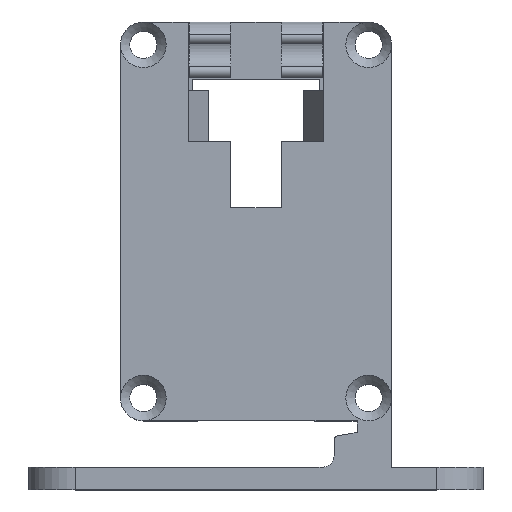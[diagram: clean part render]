
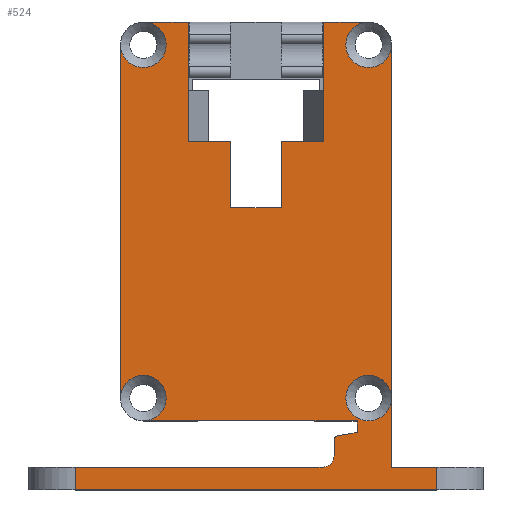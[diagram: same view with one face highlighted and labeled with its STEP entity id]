
A CAD part, top view. The second image highlights one B-rep face of the part: STEP entity #524.
In plain terms, the highlighted planar face has unit normal (0, 0, 1).
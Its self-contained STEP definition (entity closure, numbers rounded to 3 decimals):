
#58 = VERTEX_POINT('',#59);
#59 = CARTESIAN_POINT('',(-24.16,10.16,16.3));
#65 = EDGE_CURVE('',#58,#66,#68,.T.);
#66 = VERTEX_POINT('',#67);
#67 = CARTESIAN_POINT('',(-24.16,72.16,16.3));
#68 = LINE('',#69,#70);
#69 = CARTESIAN_POINT('',(-24.16,10.16,16.3));
#70 = VECTOR('',#71,1.);
#71 = DIRECTION('',(0.,1.,0.));
#271 = VERTEX_POINT('',#272);
#272 = CARTESIAN_POINT('',(-20.16,6.16,16.3));
#524 = ADVANCED_FACE('',(#525,#747),#756,.T.);
#525 = FACE_BOUND('',#526,.T.);
#526 = EDGE_LOOP('',(#527,#528,#537,#544,#552,#560,#568,#577,#585,#594,
    #602,#610,#618,#626,#634,#642,#650,#659,#667,#675,#683,#691,#699,
    #707,#715,#723,#731,#740));
#527 = ORIENTED_EDGE('',*,*,#65,.F.);
#528 = ORIENTED_EDGE('',*,*,#529,.F.);
#529 = EDGE_CURVE('',#530,#58,#532,.T.);
#530 = VERTEX_POINT('',#531);
#531 = CARTESIAN_POINT('',(-16.16,10.16,16.3));
#532 = CIRCLE('',#533,4.);
#533 = AXIS2_PLACEMENT_3D('',#534,#535,#536);
#534 = CARTESIAN_POINT('',(-20.16,10.16,16.3));
#535 = DIRECTION('',(0.,0.,1.));
#536 = DIRECTION('',(1.,0.,0.));
#537 = ORIENTED_EDGE('',*,*,#538,.F.);
#538 = EDGE_CURVE('',#271,#530,#539,.T.);
#539 = CIRCLE('',#540,4.);
#540 = AXIS2_PLACEMENT_3D('',#541,#542,#543);
#541 = CARTESIAN_POINT('',(-20.16,10.16,16.3));
#542 = DIRECTION('',(0.,0.,1.));
#543 = DIRECTION('',(1.,0.,0.));
#544 = ORIENTED_EDGE('',*,*,#545,.F.);
#545 = EDGE_CURVE('',#546,#271,#548,.T.);
#546 = VERTEX_POINT('',#547);
#547 = CARTESIAN_POINT('',(17.35,6.16,16.3));
#548 = LINE('',#549,#550);
#549 = CARTESIAN_POINT('',(17.35,6.16,16.3));
#550 = VECTOR('',#551,1.);
#551 = DIRECTION('',(-1.,0.,0.));
#552 = ORIENTED_EDGE('',*,*,#553,.F.);
#553 = EDGE_CURVE('',#554,#546,#556,.T.);
#554 = VERTEX_POINT('',#555);
#555 = CARTESIAN_POINT('',(17.35,4.136,16.3));
#556 = LINE('',#557,#558);
#557 = CARTESIAN_POINT('',(17.35,4.136,16.3));
#558 = VECTOR('',#559,1.);
#559 = DIRECTION('',(0.,1.,0.));
#560 = ORIENTED_EDGE('',*,*,#561,.F.);
#561 = EDGE_CURVE('',#562,#554,#564,.T.);
#562 = VERTEX_POINT('',#563);
#563 = CARTESIAN_POINT('',(13.878,3.524,16.3));
#564 = LINE('',#565,#566);
#565 = CARTESIAN_POINT('',(13.878,3.524,16.3));
#566 = VECTOR('',#567,1.);
#567 = DIRECTION('',(0.985,0.174,0.));
#568 = ORIENTED_EDGE('',*,*,#569,.T.);
#569 = EDGE_CURVE('',#562,#570,#572,.T.);
#570 = VERTEX_POINT('',#571);
#571 = CARTESIAN_POINT('',(13.3,2.835,16.3));
#572 = CIRCLE('',#573,0.7);
#573 = AXIS2_PLACEMENT_3D('',#574,#575,#576);
#574 = CARTESIAN_POINT('',(14.,2.835,16.3));
#575 = DIRECTION('',(0.,0.,1.));
#576 = DIRECTION('',(1.,0.,0.));
#577 = ORIENTED_EDGE('',*,*,#578,.F.);
#578 = EDGE_CURVE('',#579,#570,#581,.T.);
#579 = VERTEX_POINT('',#580);
#580 = CARTESIAN_POINT('',(13.3,0.,16.3));
#581 = LINE('',#582,#583);
#582 = CARTESIAN_POINT('',(13.3,0.,16.3));
#583 = VECTOR('',#584,1.);
#584 = DIRECTION('',(0.,1.,0.));
#585 = ORIENTED_EDGE('',*,*,#586,.F.);
#586 = EDGE_CURVE('',#587,#579,#589,.T.);
#587 = VERTEX_POINT('',#588);
#588 = CARTESIAN_POINT('',(11.36,-1.94,16.3));
#589 = CIRCLE('',#590,1.94);
#590 = AXIS2_PLACEMENT_3D('',#591,#592,#593);
#591 = CARTESIAN_POINT('',(11.36,0.,16.3));
#592 = DIRECTION('',(0.,0.,1.));
#593 = DIRECTION('',(1.,0.,0.));
#594 = ORIENTED_EDGE('',*,*,#595,.F.);
#595 = EDGE_CURVE('',#596,#587,#598,.T.);
#596 = VERTEX_POINT('',#597);
#597 = CARTESIAN_POINT('',(-32.16,-1.94,16.3));
#598 = LINE('',#599,#600);
#599 = CARTESIAN_POINT('',(-24.16,-1.94,16.3));
#600 = VECTOR('',#601,1.);
#601 = DIRECTION('',(1.,0.,0.));
#602 = ORIENTED_EDGE('',*,*,#603,.T.);
#603 = EDGE_CURVE('',#596,#604,#606,.T.);
#604 = VERTEX_POINT('',#605);
#605 = CARTESIAN_POINT('',(-32.16,-5.94,16.3));
#606 = LINE('',#607,#608);
#607 = CARTESIAN_POINT('',(-32.16,-1.94,16.3));
#608 = VECTOR('',#609,1.);
#609 = DIRECTION('',(0.,-1.,0.));
#610 = ORIENTED_EDGE('',*,*,#611,.F.);
#611 = EDGE_CURVE('',#612,#604,#614,.T.);
#612 = VERTEX_POINT('',#613);
#613 = CARTESIAN_POINT('',(31.36,-5.94,16.3));
#614 = LINE('',#615,#616);
#615 = CARTESIAN_POINT('',(27.36,-5.94,16.3));
#616 = VECTOR('',#617,1.);
#617 = DIRECTION('',(-1.,0.,0.));
#618 = ORIENTED_EDGE('',*,*,#619,.F.);
#619 = EDGE_CURVE('',#620,#612,#622,.T.);
#620 = VERTEX_POINT('',#621);
#621 = CARTESIAN_POINT('',(31.36,-1.94,16.3));
#622 = LINE('',#623,#624);
#623 = CARTESIAN_POINT('',(31.36,-1.94,16.3));
#624 = VECTOR('',#625,1.);
#625 = DIRECTION('',(0.,-1.,0.));
#626 = ORIENTED_EDGE('',*,*,#627,.T.);
#627 = EDGE_CURVE('',#620,#628,#630,.T.);
#628 = VERTEX_POINT('',#629);
#629 = CARTESIAN_POINT('',(23.36,-1.94,16.3));
#630 = LINE('',#631,#632);
#631 = CARTESIAN_POINT('',(31.36,-1.94,16.3));
#632 = VECTOR('',#633,1.);
#633 = DIRECTION('',(-1.,0.,0.));
#634 = ORIENTED_EDGE('',*,*,#635,.F.);
#635 = EDGE_CURVE('',#636,#628,#638,.T.);
#636 = VERTEX_POINT('',#637);
#637 = CARTESIAN_POINT('',(23.36,10.16,16.3));
#638 = LINE('',#639,#640);
#639 = CARTESIAN_POINT('',(23.36,72.16,16.3));
#640 = VECTOR('',#641,1.);
#641 = DIRECTION('',(0.,-1.,0.));
#642 = ORIENTED_EDGE('',*,*,#643,.F.);
#643 = EDGE_CURVE('',#644,#636,#646,.T.);
#644 = VERTEX_POINT('',#645);
#645 = CARTESIAN_POINT('',(23.36,72.16,16.3));
#646 = LINE('',#647,#648);
#647 = CARTESIAN_POINT('',(23.36,72.16,16.3));
#648 = VECTOR('',#649,1.);
#649 = DIRECTION('',(0.,-1.,0.));
#650 = ORIENTED_EDGE('',*,*,#651,.F.);
#651 = EDGE_CURVE('',#652,#644,#654,.T.);
#652 = VERTEX_POINT('',#653);
#653 = CARTESIAN_POINT('',(19.36,76.16,16.3));
#654 = CIRCLE('',#655,4.);
#655 = AXIS2_PLACEMENT_3D('',#656,#657,#658);
#656 = CARTESIAN_POINT('',(19.36,72.16,16.3));
#657 = DIRECTION('',(0.,0.,1.));
#658 = DIRECTION('',(1.,0.,0.));
#659 = ORIENTED_EDGE('',*,*,#660,.F.);
#660 = EDGE_CURVE('',#661,#652,#663,.T.);
#661 = VERTEX_POINT('',#662);
#662 = CARTESIAN_POINT('',(11.475,76.16,16.3));
#663 = LINE('',#664,#665);
#664 = CARTESIAN_POINT('',(-20.16,76.16,16.3));
#665 = VECTOR('',#666,1.);
#666 = DIRECTION('',(1.,0.,0.));
#667 = ORIENTED_EDGE('',*,*,#668,.F.);
#668 = EDGE_CURVE('',#669,#661,#671,.T.);
#669 = VERTEX_POINT('',#670);
#670 = CARTESIAN_POINT('',(11.475,55.16,16.3));
#671 = LINE('',#672,#673);
#672 = CARTESIAN_POINT('',(11.475,44.184,16.3));
#673 = VECTOR('',#674,1.);
#674 = DIRECTION('',(0.,1.,0.));
#675 = ORIENTED_EDGE('',*,*,#676,.F.);
#676 = EDGE_CURVE('',#677,#669,#679,.T.);
#677 = VERTEX_POINT('',#678);
#678 = CARTESIAN_POINT('',(4.025,55.16,16.3));
#679 = LINE('',#680,#681);
#680 = CARTESIAN_POINT('',(5.65,55.16,16.3));
#681 = VECTOR('',#682,1.);
#682 = DIRECTION('',(1.,0.,0.));
#683 = ORIENTED_EDGE('',*,*,#684,.T.);
#684 = EDGE_CURVE('',#677,#685,#687,.T.);
#685 = VERTEX_POINT('',#686);
#686 = CARTESIAN_POINT('',(4.025,43.56,16.3));
#687 = LINE('',#688,#689);
#688 = CARTESIAN_POINT('',(4.025,33.884,16.3));
#689 = VECTOR('',#690,1.);
#690 = DIRECTION('',(0.,-1.,0.));
#691 = ORIENTED_EDGE('',*,*,#692,.T.);
#692 = EDGE_CURVE('',#685,#693,#695,.T.);
#693 = VERTEX_POINT('',#694);
#694 = CARTESIAN_POINT('',(-4.825,43.56,16.3));
#695 = LINE('',#696,#697);
#696 = CARTESIAN_POINT('',(-2.5,43.56,16.3));
#697 = VECTOR('',#698,1.);
#698 = DIRECTION('',(-1.,0.,0.));
#699 = ORIENTED_EDGE('',*,*,#700,.T.);
#700 = EDGE_CURVE('',#693,#701,#703,.T.);
#701 = VERTEX_POINT('',#702);
#702 = CARTESIAN_POINT('',(-4.825,55.16,16.3));
#703 = LINE('',#704,#705);
#704 = CARTESIAN_POINT('',(-4.825,50.184,16.3));
#705 = VECTOR('',#706,1.);
#706 = DIRECTION('',(0.,1.,0.));
#707 = ORIENTED_EDGE('',*,*,#708,.F.);
#708 = EDGE_CURVE('',#709,#701,#711,.T.);
#709 = VERTEX_POINT('',#710);
#710 = CARTESIAN_POINT('',(-12.275,55.16,16.3));
#711 = LINE('',#712,#713);
#712 = CARTESIAN_POINT('',(5.65,55.16,16.3));
#713 = VECTOR('',#714,1.);
#714 = DIRECTION('',(1.,0.,0.));
#715 = ORIENTED_EDGE('',*,*,#716,.F.);
#716 = EDGE_CURVE('',#717,#709,#719,.T.);
#717 = VERTEX_POINT('',#718);
#718 = CARTESIAN_POINT('',(-12.275,76.16,16.3));
#719 = LINE('',#720,#721);
#720 = CARTESIAN_POINT('',(-12.275,39.684,16.3));
#721 = VECTOR('',#722,1.);
#722 = DIRECTION('',(0.,-1.,0.));
#723 = ORIENTED_EDGE('',*,*,#724,.F.);
#724 = EDGE_CURVE('',#725,#717,#727,.T.);
#725 = VERTEX_POINT('',#726);
#726 = CARTESIAN_POINT('',(-20.16,76.16,16.3));
#727 = LINE('',#728,#729);
#728 = CARTESIAN_POINT('',(-20.16,76.16,16.3));
#729 = VECTOR('',#730,1.);
#730 = DIRECTION('',(1.,0.,0.));
#731 = ORIENTED_EDGE('',*,*,#732,.F.);
#732 = EDGE_CURVE('',#733,#725,#735,.T.);
#733 = VERTEX_POINT('',#734);
#734 = CARTESIAN_POINT('',(-16.16,72.16,16.3));
#735 = CIRCLE('',#736,4.);
#736 = AXIS2_PLACEMENT_3D('',#737,#738,#739);
#737 = CARTESIAN_POINT('',(-20.16,72.16,16.3));
#738 = DIRECTION('',(0.,0.,1.));
#739 = DIRECTION('',(1.,0.,0.));
#740 = ORIENTED_EDGE('',*,*,#741,.F.);
#741 = EDGE_CURVE('',#66,#733,#742,.T.);
#742 = CIRCLE('',#743,4.);
#743 = AXIS2_PLACEMENT_3D('',#744,#745,#746);
#744 = CARTESIAN_POINT('',(-20.16,72.16,16.3));
#745 = DIRECTION('',(0.,0.,1.));
#746 = DIRECTION('',(1.,0.,0.));
#747 = FACE_BOUND('',#748,.T.);
#748 = EDGE_LOOP('',(#749));
#749 = ORIENTED_EDGE('',*,*,#750,.F.);
#750 = EDGE_CURVE('',#636,#636,#751,.T.);
#751 = CIRCLE('',#752,4.);
#752 = AXIS2_PLACEMENT_3D('',#753,#754,#755);
#753 = CARTESIAN_POINT('',(19.36,10.16,16.3));
#754 = DIRECTION('',(0.,0.,1.));
#755 = DIRECTION('',(1.,0.,0.));
#756 = PLANE('',#757);
#757 = AXIS2_PLACEMENT_3D('',#758,#759,#760);
#758 = CARTESIAN_POINT('',(-0.176,24.207,16.3));
#759 = DIRECTION('',(0.,0.,1.));
#760 = DIRECTION('',(1.,0.,0.));
